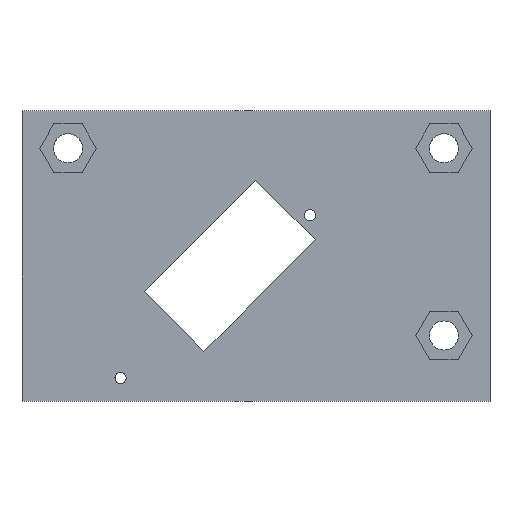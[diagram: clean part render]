
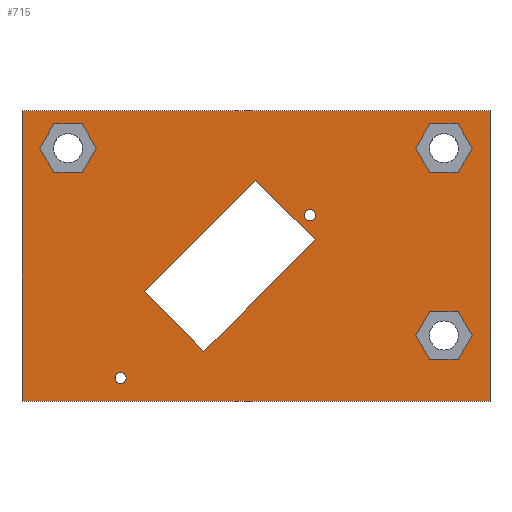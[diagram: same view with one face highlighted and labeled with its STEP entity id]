
A CAD part, top view. The second image highlights one B-rep face of the part: STEP entity #715.
In plain terms, the highlighted planar face has unit normal (0, 0, 1).
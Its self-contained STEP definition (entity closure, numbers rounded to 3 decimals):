
#33=FACE_BOUND('',#130,.T.);
#34=FACE_BOUND('',#131,.T.);
#35=FACE_BOUND('',#132,.T.);
#36=FACE_BOUND('',#133,.T.);
#37=FACE_BOUND('',#134,.T.);
#38=FACE_BOUND('',#135,.T.);
#51=CIRCLE('',#768,0.6);
#53=CIRCLE('',#775,0.6);
#90=FACE_OUTER_BOUND('',#129,.T.);
#129=EDGE_LOOP('',(#609,#610,#611,#612));
#130=EDGE_LOOP('',(#613,#614,#615,#616,#617,#618));
#131=EDGE_LOOP('',(#619,#620,#621,#622,#623,#624));
#132=EDGE_LOOP('',(#625,#626,#627,#628,#629,#630));
#133=EDGE_LOOP('',(#631));
#134=EDGE_LOOP('',(#632,#633,#634,#635));
#135=EDGE_LOOP('',(#636));
#143=LINE('',#967,#226);
#147=LINE('',#975,#230);
#150=LINE('',#981,#233);
#153=LINE('',#987,#236);
#156=LINE('',#993,#239);
#159=LINE('',#998,#242);
#161=LINE('',#1006,#244);
#165=LINE('',#1014,#248);
#168=LINE('',#1020,#251);
#171=LINE('',#1026,#254);
#174=LINE('',#1032,#257);
#177=LINE('',#1037,#260);
#179=LINE('',#1045,#262);
#183=LINE('',#1053,#266);
#186=LINE('',#1059,#269);
#189=LINE('',#1065,#272);
#192=LINE('',#1071,#275);
#195=LINE('',#1076,#278);
#201=LINE('',#1102,#284);
#205=LINE('',#1110,#288);
#208=LINE('',#1116,#291);
#211=LINE('',#1121,#294);
#216=LINE('',#1136,#299);
#219=LINE('',#1142,#302);
#222=LINE('',#1148,#305);
#225=LINE('',#1152,#308);
#226=VECTOR('',#788,10.);
#230=VECTOR('',#794,10.);
#233=VECTOR('',#799,10.);
#236=VECTOR('',#804,10.);
#239=VECTOR('',#809,10.);
#242=VECTOR('',#814,10.);
#244=VECTOR('',#822,10.);
#248=VECTOR('',#828,10.);
#251=VECTOR('',#833,10.);
#254=VECTOR('',#838,10.);
#257=VECTOR('',#843,10.);
#260=VECTOR('',#848,10.);
#262=VECTOR('',#856,10.);
#266=VECTOR('',#862,10.);
#269=VECTOR('',#867,10.);
#272=VECTOR('',#872,10.);
#275=VECTOR('',#877,10.);
#278=VECTOR('',#882,10.);
#284=VECTOR('',#912,10.);
#288=VECTOR('',#918,10.);
#291=VECTOR('',#923,10.);
#294=VECTOR('',#928,10.);
#299=VECTOR('',#941,10.);
#302=VECTOR('',#946,10.);
#305=VECTOR('',#951,10.);
#308=VECTOR('',#956,10.);
#309=VERTEX_POINT('',#965);
#310=VERTEX_POINT('',#966);
#313=VERTEX_POINT('',#974);
#315=VERTEX_POINT('',#980);
#317=VERTEX_POINT('',#986);
#319=VERTEX_POINT('',#992);
#322=VERTEX_POINT('',#1004);
#323=VERTEX_POINT('',#1005);
#326=VERTEX_POINT('',#1013);
#328=VERTEX_POINT('',#1019);
#330=VERTEX_POINT('',#1025);
#332=VERTEX_POINT('',#1031);
#335=VERTEX_POINT('',#1043);
#336=VERTEX_POINT('',#1044);
#339=VERTEX_POINT('',#1052);
#341=VERTEX_POINT('',#1058);
#343=VERTEX_POINT('',#1064);
#345=VERTEX_POINT('',#1070);
#351=VERTEX_POINT('',#1094);
#353=VERTEX_POINT('',#1100);
#354=VERTEX_POINT('',#1101);
#357=VERTEX_POINT('',#1109);
#359=VERTEX_POINT('',#1115);
#361=VERTEX_POINT('',#1124);
#365=VERTEX_POINT('',#1133);
#366=VERTEX_POINT('',#1135);
#368=VERTEX_POINT('',#1141);
#370=VERTEX_POINT('',#1147);
#371=EDGE_CURVE('',#309,#310,#143,.T.);
#375=EDGE_CURVE('',#313,#309,#147,.T.);
#378=EDGE_CURVE('',#315,#313,#150,.T.);
#381=EDGE_CURVE('',#317,#315,#153,.T.);
#384=EDGE_CURVE('',#319,#317,#156,.T.);
#387=EDGE_CURVE('',#310,#319,#159,.T.);
#390=EDGE_CURVE('',#322,#323,#161,.T.);
#394=EDGE_CURVE('',#326,#322,#165,.T.);
#397=EDGE_CURVE('',#328,#326,#168,.T.);
#400=EDGE_CURVE('',#330,#328,#171,.T.);
#403=EDGE_CURVE('',#332,#330,#174,.T.);
#406=EDGE_CURVE('',#323,#332,#177,.T.);
#409=EDGE_CURVE('',#335,#336,#179,.T.);
#413=EDGE_CURVE('',#339,#335,#183,.T.);
#416=EDGE_CURVE('',#341,#339,#186,.T.);
#419=EDGE_CURVE('',#343,#341,#189,.T.);
#422=EDGE_CURVE('',#345,#343,#192,.T.);
#425=EDGE_CURVE('',#336,#345,#195,.T.);
#434=EDGE_CURVE('',#351,#351,#51,.T.);
#437=EDGE_CURVE('',#353,#354,#201,.T.);
#441=EDGE_CURVE('',#357,#353,#205,.T.);
#444=EDGE_CURVE('',#359,#357,#208,.T.);
#447=EDGE_CURVE('',#354,#359,#211,.T.);
#449=EDGE_CURVE('',#361,#361,#53,.T.);
#454=EDGE_CURVE('',#366,#365,#216,.T.);
#457=EDGE_CURVE('',#368,#366,#219,.T.);
#460=EDGE_CURVE('',#370,#368,#222,.T.);
#463=EDGE_CURVE('',#365,#370,#225,.T.);
#609=ORIENTED_EDGE('',*,*,#463,.T.);
#610=ORIENTED_EDGE('',*,*,#460,.T.);
#611=ORIENTED_EDGE('',*,*,#457,.T.);
#612=ORIENTED_EDGE('',*,*,#454,.T.);
#613=ORIENTED_EDGE('',*,*,#371,.T.);
#614=ORIENTED_EDGE('',*,*,#387,.T.);
#615=ORIENTED_EDGE('',*,*,#384,.T.);
#616=ORIENTED_EDGE('',*,*,#381,.T.);
#617=ORIENTED_EDGE('',*,*,#378,.T.);
#618=ORIENTED_EDGE('',*,*,#375,.T.);
#619=ORIENTED_EDGE('',*,*,#390,.T.);
#620=ORIENTED_EDGE('',*,*,#406,.T.);
#621=ORIENTED_EDGE('',*,*,#403,.T.);
#622=ORIENTED_EDGE('',*,*,#400,.T.);
#623=ORIENTED_EDGE('',*,*,#397,.T.);
#624=ORIENTED_EDGE('',*,*,#394,.T.);
#625=ORIENTED_EDGE('',*,*,#409,.T.);
#626=ORIENTED_EDGE('',*,*,#425,.T.);
#627=ORIENTED_EDGE('',*,*,#422,.T.);
#628=ORIENTED_EDGE('',*,*,#419,.T.);
#629=ORIENTED_EDGE('',*,*,#416,.T.);
#630=ORIENTED_EDGE('',*,*,#413,.T.);
#631=ORIENTED_EDGE('',*,*,#434,.T.);
#632=ORIENTED_EDGE('',*,*,#437,.T.);
#633=ORIENTED_EDGE('',*,*,#447,.T.);
#634=ORIENTED_EDGE('',*,*,#444,.T.);
#635=ORIENTED_EDGE('',*,*,#441,.T.);
#636=ORIENTED_EDGE('',*,*,#449,.T.);
#679=PLANE('',#781);
#715=ADVANCED_FACE('',(#90,#33,#34,#35,#36,#37,#38),#679,.T.);
#768=AXIS2_PLACEMENT_3D('',#1095,#905,#906);
#775=AXIS2_PLACEMENT_3D('',#1125,#932,#933);
#781=AXIS2_PLACEMENT_3D('',#1153,#957,#958);
#788=DIRECTION('',(-1.,0.,0.));
#794=DIRECTION('',(-0.5,-0.866,0.));
#799=DIRECTION('',(0.5,-0.866,0.));
#804=DIRECTION('',(1.,0.,0.));
#809=DIRECTION('',(0.5,0.866,0.));
#814=DIRECTION('',(-0.5,0.866,0.));
#822=DIRECTION('',(-1.,0.,0.));
#828=DIRECTION('',(-0.5,-0.866,0.));
#833=DIRECTION('',(0.5,-0.866,0.));
#838=DIRECTION('',(1.,0.,0.));
#843=DIRECTION('',(0.5,0.866,0.));
#848=DIRECTION('',(-0.5,0.866,0.));
#856=DIRECTION('',(-0.5,0.866,0.));
#862=DIRECTION('',(-1.,0.,0.));
#867=DIRECTION('',(-0.5,-0.866,0.));
#872=DIRECTION('',(0.5,-0.866,0.));
#877=DIRECTION('',(1.,0.,0.));
#882=DIRECTION('',(0.5,0.866,0.));
#905=DIRECTION('center_axis',(0.,0.,-1.));
#906=DIRECTION('ref_axis',(-1.,0.,0.));
#912=DIRECTION('',(-0.707,-0.707,0.));
#918=DIRECTION('',(0.707,-0.707,0.));
#923=DIRECTION('',(0.707,0.707,0.));
#928=DIRECTION('',(-0.707,0.707,0.));
#932=DIRECTION('center_axis',(0.,0.,-1.));
#933=DIRECTION('ref_axis',(-1.,0.,0.));
#941=DIRECTION('',(0.,-1.,0.));
#946=DIRECTION('',(-1.,0.,0.));
#951=DIRECTION('',(0.,1.,0.));
#956=DIRECTION('',(1.,0.,0.));
#957=DIRECTION('center_axis',(0.,0.,1.));
#958=DIRECTION('ref_axis',(1.,0.,0.));
#965=CARTESIAN_POINT('',(46.403,4.398,5.));
#966=CARTESIAN_POINT('',(43.398,4.398,5.));
#967=CARTESIAN_POINT('',(35.651,4.398,5.));
#974=CARTESIAN_POINT('',(47.905,7.,5.));
#975=CARTESIAN_POINT('',(46.861,5.192,5.));
#980=CARTESIAN_POINT('',(46.403,9.602,5.));
#981=CARTESIAN_POINT('',(42.446,16.455,5.));
#986=CARTESIAN_POINT('',(43.398,9.602,5.));
#987=CARTESIAN_POINT('',(34.149,9.602,5.));
#992=CARTESIAN_POINT('',(41.895,7.,5.));
#993=CARTESIAN_POINT('',(41.602,6.493,5.));
#998=CARTESIAN_POINT('',(38.69,12.551,5.));
#1004=CARTESIAN_POINT('',(6.403,24.319,5.));
#1005=CARTESIAN_POINT('',(3.398,24.319,5.));
#1006=CARTESIAN_POINT('',(15.651,24.319,5.));
#1013=CARTESIAN_POINT('',(7.905,26.921,5.));
#1014=CARTESIAN_POINT('',(7.548,26.303,5.));
#1019=CARTESIAN_POINT('',(6.403,29.523,5.));
#1020=CARTESIAN_POINT('',(11.759,20.245,5.));
#1025=CARTESIAN_POINT('',(3.398,29.523,5.));
#1026=CARTESIAN_POINT('',(14.149,29.523,5.));
#1031=CARTESIAN_POINT('',(1.895,26.921,5.));
#1032=CARTESIAN_POINT('',(2.289,27.604,5.));
#1037=CARTESIAN_POINT('',(8.003,16.341,5.));
#1043=CARTESIAN_POINT('',(43.398,24.319,5.));
#1044=CARTESIAN_POINT('',(41.895,26.921,5.));
#1045=CARTESIAN_POINT('',(43.003,25.002,5.));
#1052=CARTESIAN_POINT('',(46.403,24.319,5.));
#1053=CARTESIAN_POINT('',(35.651,24.319,5.));
#1058=CARTESIAN_POINT('',(47.905,26.921,5.));
#1059=CARTESIAN_POINT('',(42.548,17.643,5.));
#1064=CARTESIAN_POINT('',(46.403,29.523,5.));
#1065=CARTESIAN_POINT('',(46.759,28.905,5.));
#1070=CARTESIAN_POINT('',(43.398,29.523,5.));
#1071=CARTESIAN_POINT('',(34.149,29.523,5.));
#1076=CARTESIAN_POINT('',(37.289,18.944,5.));
#1094=CARTESIAN_POINT('',(31.245,19.799,5.));
#1095=CARTESIAN_POINT('Origin',(30.645,19.799,5.));
#1100=CARTESIAN_POINT('',(31.207,17.179,5.));
#1101=CARTESIAN_POINT('',(19.363,5.335,5.));
#1102=CARTESIAN_POINT('',(29.201,15.173,5.));
#1109=CARTESIAN_POINT('',(24.843,23.543,5.));
#1110=CARTESIAN_POINT('',(27.231,21.155,5.));
#1115=CARTESIAN_POINT('',(12.999,11.699,5.));
#1116=CARTESIAN_POINT('',(16.915,15.615,5.));
#1121=CARTESIAN_POINT('',(15.387,9.311,5.));
#1124=CARTESIAN_POINT('',(11.092,2.475,5.));
#1125=CARTESIAN_POINT('Origin',(10.492,2.475,5.));
#1133=CARTESIAN_POINT('',(0.,0.,5.));
#1135=CARTESIAN_POINT('',(0.,30.921,5.));
#1136=CARTESIAN_POINT('',(0.,30.921,5.));
#1141=CARTESIAN_POINT('',(49.8,30.921,5.));
#1142=CARTESIAN_POINT('',(49.8,30.921,5.));
#1147=CARTESIAN_POINT('',(49.8,0.,5.));
#1148=CARTESIAN_POINT('',(49.8,0.,5.));
#1152=CARTESIAN_POINT('',(0.,0.,5.));
#1153=CARTESIAN_POINT('Origin',(24.9,15.461,5.));
